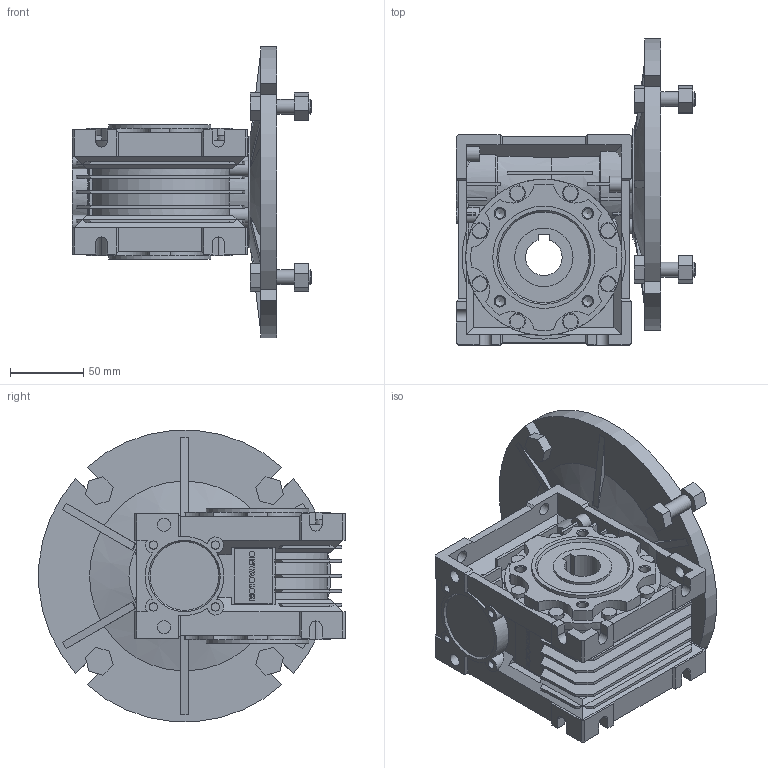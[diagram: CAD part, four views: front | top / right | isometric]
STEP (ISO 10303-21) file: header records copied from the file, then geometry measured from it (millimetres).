
FILE_DESCRIPTION( ( 'STEP AP214' ), '1' );
FILE_NAME( 'NMRV050101262511100300NO---(--------).stp', '2021-05-06T07:09:59', ( 'License CC BY-ND 4.0' ), ( 'CADENAS' ), ' ', 'PARTsolutions', ' ' );
FILE_SCHEMA( ( 'AUTOMOTIVE_DESIGN { 1 0 10303 214 1 1 1 1 }' ) );
Length unit declared in the file: millimetre
Products named in the file (5): NMRV050101262511100300NO---(--------); _Gear unit 50; _050-25 (92)alc-n; _VB 050-19 (19); _50-80B5
Assembly tree (4 placements, depth 2):
  NMRV050101262511100300NO---(--------)
    _Gear unit 50
    _050-25 (92)alc-n
    _VB 050-19 (19)
    _50-80B5
Bounding box: 164 x 209.67 x 199.34 mm (x, y, z)
Volume: 1273342.4 mm3; surface area: 292147.8 mm2
Topology: 4 solids, 9 shells, 970 faces, 2582 edges, 1683 vertices
Faces by surface type: plane 697, cylinder 195, cone 76, bspline 2
Full cylindrical faces by diameter (mm): 3.775 x3, 5.55 x4, 6.647 x8, 8.8 x8, 10 x16, 13 x6, 16 x1, 28 x2, 34 x1, 40 x2, 47 x2, 55 x1, 70 x2, 76 x1, 107 x1, 128 x1, 130 x1
Entity records: 37966 total; most frequent: CARTESIAN_POINT 6261, ORIENTED_EDGE 4934, DIRECTION 4845, EDGE_CURVE 2467, VERTEX_POINT 1664, LINE 1643, VECTOR 1643, AXIS2_PLACEMENT_3D 1601
